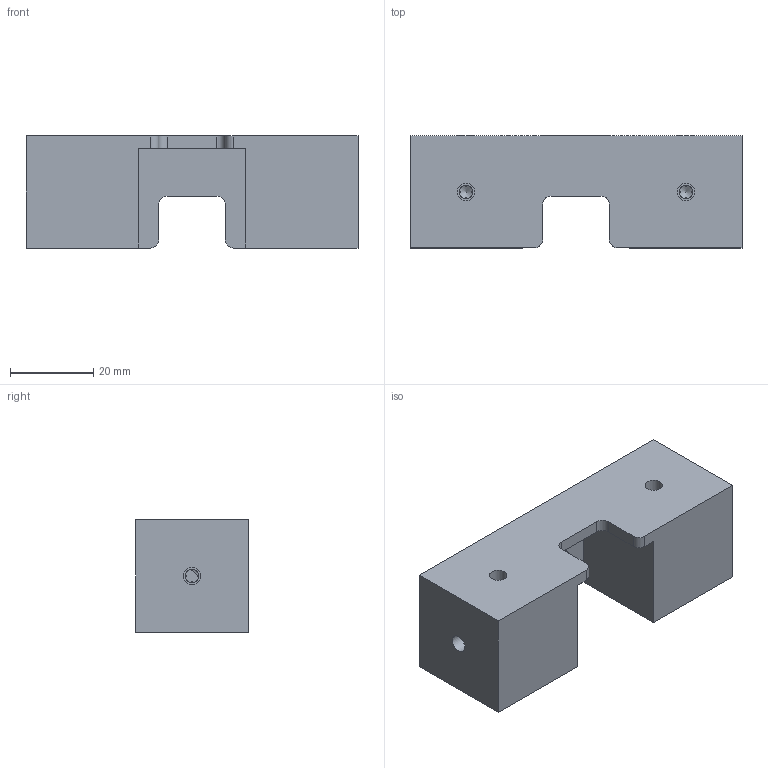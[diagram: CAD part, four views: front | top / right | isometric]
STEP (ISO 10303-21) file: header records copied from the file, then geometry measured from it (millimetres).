
FILE_DESCRIPTION(/* description */ (''),/* implementation_level */ '2;1');
FILE_NAME(/* name */ 'CornerPiece.stp',/* time_stamp */ '2022-08-08T14:17:46+01:00',/* author */ ('scb72'),/* organization */ (''),/* preprocessor_version */ 'ST-DEVELOPER v18.1',/* originating_system */ 'Autodesk Inventor 2022',/* authorisation */ '');
FILE_SCHEMA (('AUTOMOTIVE_DESIGN { 1 0 10303 214 3 1 1 }'));
Length unit declared in the file: millimetre
Products named in the file (1): CornerPiece
Bounding box: 80 x 27 x 27 mm (x, y, z)
Volume: 41305.5 mm3; surface area: 11423.2 mm2
Topology: 1 solids, 1 shells, 98 faces, 232 edges, 134 vertices
Faces by surface type: cylinder 56, plane 24, cone 18
Full cylindrical faces by diameter (mm): 3.2 x6, 4.2 x6
Entity records: 3009 total; most frequent: CARTESIAN_POINT 721, DIRECTION 500, ORIENTED_EDGE 452, EDGE_CURVE 226, AXIS2_PLACEMENT_3D 213, VERTEX_POINT 134, EDGE_LOOP 110, FACE_OUTER_BOUND 98
